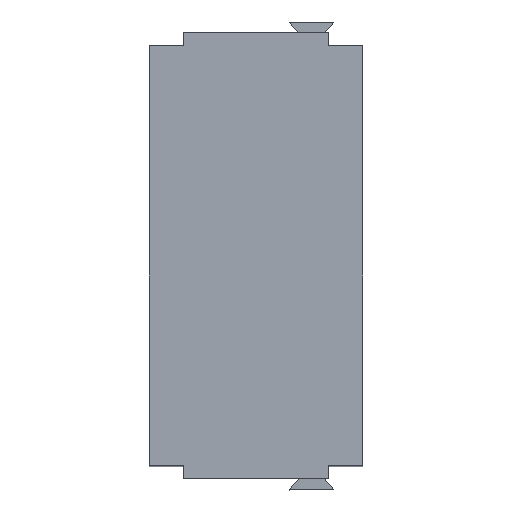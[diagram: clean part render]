
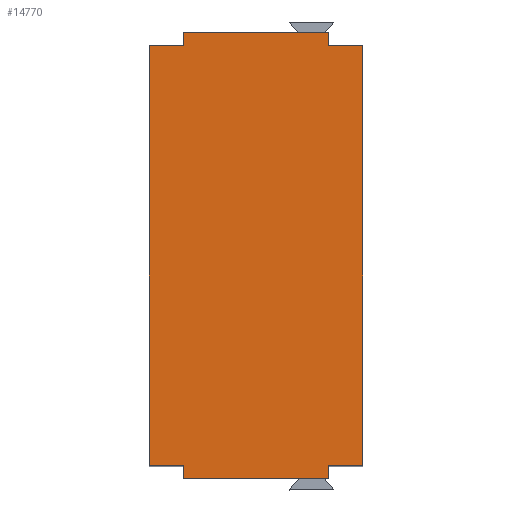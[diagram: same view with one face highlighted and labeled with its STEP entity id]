
A CAD part, top view. The second image highlights one B-rep face of the part: STEP entity #14770.
In plain terms, the highlighted face is planar.
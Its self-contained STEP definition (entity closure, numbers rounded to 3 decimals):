
#360=CARTESIAN_POINT('',(27.476,109.739,-32.025
));
#370=VERTEX_POINT('',#360);
#400=CARTESIAN_POINT('',(73.053,109.739,-32.025));
#410=DIRECTION('',(-1.,0.,0.));
#420=VECTOR('',#410,1.);
#430=LINE('',#400,#420);
#440=CARTESIAN_POINT('',(45.976,109.739,-32.025));
#450=VERTEX_POINT('',#440);
#460=EDGE_CURVE('',#450,#370,#430,.T.);
#2510=CARTESIAN_POINT('',(45.976,109.739,-41.425));
#2520=VERTEX_POINT('',#2510);
#2550=CARTESIAN_POINT('',(73.053,109.739,-41.425));
#2560=DIRECTION('',(-1.,0.,0.));
#2570=VECTOR('',#2560,1.);
#2580=LINE('',#2550,#2570);
#2590=CARTESIAN_POINT('',(27.476,109.739,
-41.425));
#2600=VERTEX_POINT('',#2590);
#2610=EDGE_CURVE('',#2520,#2600,#2580,.T.);
#3080=CARTESIAN_POINT('',(73.053,109.739,
-33.525));
#3090=DIRECTION('',(-1.,0.,0.));
#3100=VECTOR('',#3090,1.);
#3110=LINE('',#3080,#3100);
#3120=CARTESIAN_POINT('',(27.476,109.739,
-33.525));
#3130=VERTEX_POINT('',#3120);
#3140=CARTESIAN_POINT('',(26.876,109.739,
-33.525));
#3150=VERTEX_POINT('',#3140);
#3160=EDGE_CURVE('',#3130,#3150,#3110,.T.);
#5750=CARTESIAN_POINT('',(46.576,109.739,
-33.525));
#5760=VERTEX_POINT('',#5750);
#5810=CARTESIAN_POINT('',(46.576,109.739,
-32.025));
#5820=DIRECTION('',(0.,0.,1.));
#5830=VECTOR('',#5820,1.);
#5840=LINE('',#5810,#5830);
#5850=CARTESIAN_POINT('',(46.576,109.739,
-39.925));
#5860=VERTEX_POINT('',#5850);
#5870=EDGE_CURVE('',#5860,#5760,#5840,.T.);
#13360=CARTESIAN_POINT('',(45.976,109.739,-32.025));
#13370=DIRECTION('',(0.,0.,1.));
#13380=VECTOR('',#13370,1.);
#13390=LINE('',#13360,#13380);
#13400=CARTESIAN_POINT('',(45.976,109.739,-33.525));
#13410=VERTEX_POINT('',#13400);
#13420=EDGE_CURVE('',#13410,#450,#13390,.T.);
#13640=CARTESIAN_POINT('',(45.976,109.739,-39.925));
#13650=VERTEX_POINT('',#13640);
#13680=CARTESIAN_POINT('',(45.976,109.739,-32.025));
#13690=DIRECTION('',(0.,0.,1.));
#13700=VECTOR('',#13690,1.);
#13710=LINE('',#13680,#13700);
#13720=EDGE_CURVE('',#2520,#13650,#13710,.T.);
#14240=CARTESIAN_POINT('',(27.926,109.739,
-32.025));
#14250=DIRECTION('',(0.,-1.,0.));
#14260=DIRECTION('',(0.,0.,1.));
#14270=AXIS2_PLACEMENT_3D('',#14240,#14250,#14260);
#14280=PLANE('',#14270);
#14290=CARTESIAN_POINT('',(36.726,109.739,
-39.925));
#14300=DIRECTION('',(-1.,0.,0.));
#14310=VECTOR('',#14300,1.);
#14320=LINE('',#14290,#14310);
#14330=EDGE_CURVE('',#5860,#13650,#14320,.T.);
#14340=ORIENTED_EDGE('',*,*,#14330,.T.);
#14350=ORIENTED_EDGE('',*,*,#5870,.F.);
#14360=CARTESIAN_POINT('',(73.053,109.739,
-33.525));
#14370=DIRECTION('',(1.,0.,0.));
#14380=VECTOR('',#14370,1.);
#14390=LINE('',#14360,#14380);
#14400=EDGE_CURVE('',#13410,#5760,#14390,.T.);
#14410=ORIENTED_EDGE('',*,*,#14400,.T.);
#14420=ORIENTED_EDGE('',*,*,#13420,.F.);
#14430=ORIENTED_EDGE('',*,*,#460,.F.);
#14440=CARTESIAN_POINT('',(27.476,109.739,
-32.025));
#14450=DIRECTION('',(0.,0.,1.));
#14460=VECTOR('',#14450,1.);
#14470=LINE('',#14440,#14460);
#14480=EDGE_CURVE('',#3130,#370,#14470,.T.);
#14490=ORIENTED_EDGE('',*,*,#14480,.T.);
#14500=ORIENTED_EDGE('',*,*,#3160,.F.);
#14510=CARTESIAN_POINT('',(26.876,109.739,
-32.025));
#14520=DIRECTION('',(0.,0.,1.));
#14530=VECTOR('',#14520,1.);
#14540=LINE('',#14510,#14530);
#14550=CARTESIAN_POINT('',(26.876,109.739,
-39.925));
#14560=VERTEX_POINT('',#14550);
#14570=EDGE_CURVE('',#14560,#3150,#14540,.T.);
#14580=ORIENTED_EDGE('',*,*,#14570,.T.);
#14590=CARTESIAN_POINT('',(36.726,109.739,
-39.925));
#14600=DIRECTION('',(-1.,0.,0.));
#14610=VECTOR('',#14600,1.);
#14620=LINE('',#14590,#14610);
#14630=CARTESIAN_POINT('',(27.476,109.739,
-39.925));
#14640=VERTEX_POINT('',#14630);
#14650=EDGE_CURVE('',#14640,#14560,#14620,.T.);
#14660=ORIENTED_EDGE('',*,*,#14650,.T.);
#14670=CARTESIAN_POINT('',(27.476,109.739,
-32.025));
#14680=DIRECTION('',(0.,0.,1.));
#14690=VECTOR('',#14680,1.);
#14700=LINE('',#14670,#14690);
#14710=EDGE_CURVE('',#2600,#14640,#14700,.T.);
#14720=ORIENTED_EDGE('',*,*,#14710,.T.);
#14730=ORIENTED_EDGE('',*,*,#2610,.T.);
#14740=ORIENTED_EDGE('',*,*,#13720,.F.);
#14750=EDGE_LOOP('',(#14740,#14730,#14720,#14660,#14580,#14500,#14490,
#14430,#14420,#14410,#14350,#14340));
#14760=FACE_OUTER_BOUND('',#14750,.T.);
#14770=ADVANCED_FACE('',(#14760),#14280,.F.);
